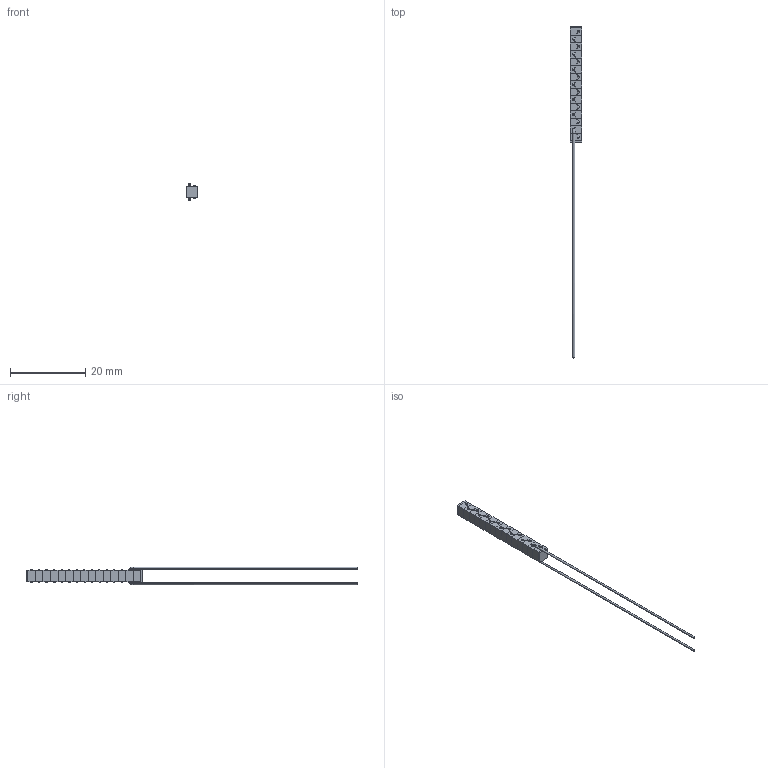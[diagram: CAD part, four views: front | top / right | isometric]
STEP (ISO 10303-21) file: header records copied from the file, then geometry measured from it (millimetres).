
FILE_DESCRIPTION (( 'STEP AP214' ), '1' );
FILE_NAME ('PK3JUP2.STEP', '2014-10-23T02:01:07', ( '' ), ( '' ), 'SwSTEP 2.0', 'SolidWorks 2012', '' );
FILE_SCHEMA (( 'AUTOMOTIVE_DESIGN' ));
Length unit declared in the file: millimetre
Products named in the file (1): PK3JUP2
Bounding box: 3 x 88.1 x 4.72 mm (x, y, z)
Volume: 304.4 mm3; surface area: 892.5 mm2
Topology: 20 solids, 20 shells, 313 faces, 686 edges, 418 vertices
Faces by surface type: cylinder 126, plane 121, sphere 56, bspline 10
Entity records: 12191 total; most frequent: CARTESIAN_POINT 3004, DIRECTION 1374, ORIENTED_EDGE 1372, EDGE_CURVE 686, AXIS2_PLACEMENT_3D 504, VERTEX_POINT 418, LINE 366, VECTOR 366
